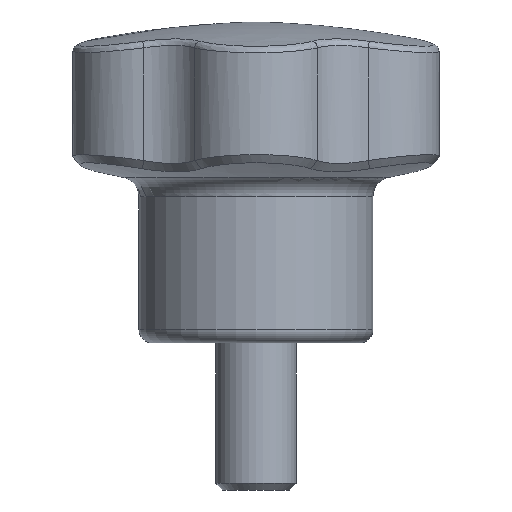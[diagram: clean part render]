
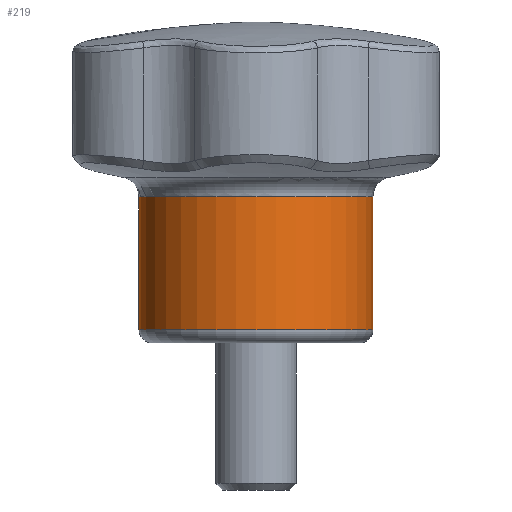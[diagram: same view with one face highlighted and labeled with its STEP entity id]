
A CAD part, front view. The second image highlights one B-rep face of the part: STEP entity #219.
In plain terms, the highlighted cylindrical face has radius 8.75 mm (diameter 17.5 mm), a full revolution.
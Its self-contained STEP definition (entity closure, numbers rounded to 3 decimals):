
#219 = ADVANCED_FACE( '', ( #444, #445 ), #446, .T. );
#444 = FACE_OUTER_BOUND( '', #2943, .T. );
#445 = FACE_OUTER_BOUND( '', #2944, .T. );
#446 = CYLINDRICAL_SURFACE( '', #2945, 8.75 );
#2943 = EDGE_LOOP( '', ( #3663 ) );
#2944 = EDGE_LOOP( '', ( #3664 ) );
#2945 = AXIS2_PLACEMENT_3D( '', #3665, #3666, #3667 );
#3663 = ORIENTED_EDGE( '', *, *, #3848, .T. );
#3664 = ORIENTED_EDGE( '', *, *, #3732, .T. );
#3665 = CARTESIAN_POINT( '', ( 0., 0., 23.65 ) );
#3666 = DIRECTION( '', ( 0., 0., -1. ) );
#3667 = DIRECTION( '', ( 1., 0., 0. ) );
#3732 = EDGE_CURVE( '', #3949, #3949, #3950, .F. );
#3848 = EDGE_CURVE( '', #4117, #4117, #4118, .T. );
#3949 = VERTEX_POINT( '', #4747 );
#3950 = CIRCLE( '', #4748, 8.75 );
#4117 = VERTEX_POINT( '', #5961 );
#4118 = CIRCLE( '', #5962, 8.75 );
#4747 = CARTESIAN_POINT( '', ( 8.75, 0., 10.917 ) );
#4748 = AXIS2_PLACEMENT_3D( '', #6323, #6324, #6325 );
#5961 = CARTESIAN_POINT( '', ( 8.75, 0., 1. ) );
#5962 = AXIS2_PLACEMENT_3D( '', #6405, #6406, #6407 );
#6323 = CARTESIAN_POINT( '', ( 0., 0., 10.917 ) );
#6324 = DIRECTION( '', ( 0., 0., 1. ) );
#6325 = DIRECTION( '', ( 1., 0., 0. ) );
#6405 = CARTESIAN_POINT( '', ( 0., 0., 1. ) );
#6406 = DIRECTION( '', ( 0., 0., 1. ) );
#6407 = DIRECTION( '', ( 1., 0., 0. ) );
